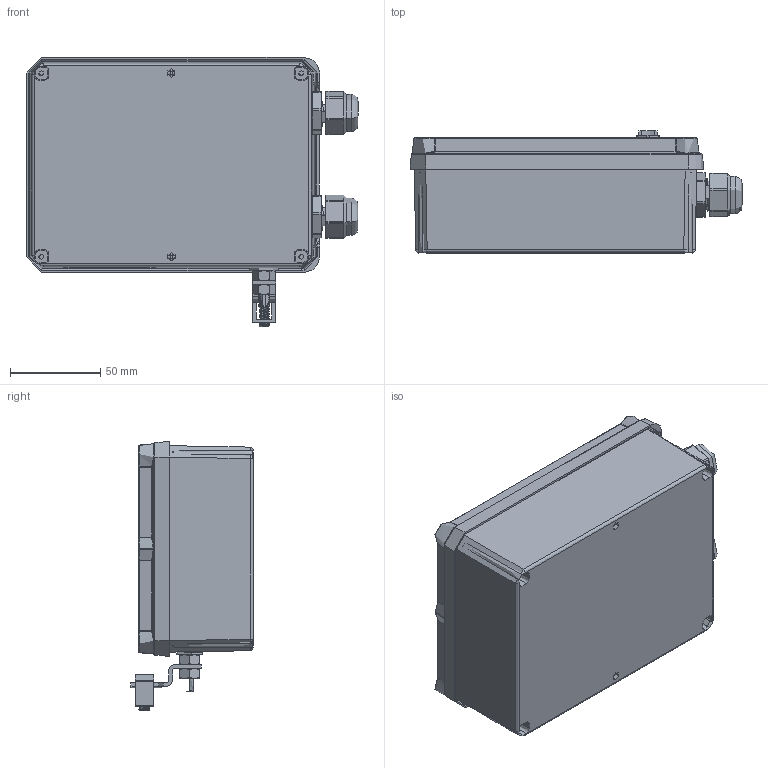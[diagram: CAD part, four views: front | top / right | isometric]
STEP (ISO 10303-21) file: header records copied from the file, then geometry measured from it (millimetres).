
FILE_DESCRIPTION (( 'STEP AP214' ), '1' );
FILE_NAME ('1101-656-1-E.STEP', '2019-01-24T20:17:29', ( '' ), ( '' ), 'SwSTEP 2.0', 'SolidWorks 2018', '' );
FILE_SCHEMA (( 'AUTOMOTIVE_DESIGN' ));
Length unit declared in the file: inch
Products named in the file (48): 2003-1842-1; nut^2500-154; 2102-240; 2102-306; set screw^2105-128_94355A608; 2100-012; body^2500-154; 2500-154; compression nut^2500-154; 1101-656-1-E; 2002-143-1_E226; 2103-028; 2003-862-3; Gasket 2021-223; 2021-223; 2105-128_Drawing; 2101-021; set screw^2105-128; Part2^2105-128; 2002-143-1; Part1^2105-128
Assembly tree (44 placements, depth 3):
  1101-656-1-E
    2002-143-1_E226
    2021-223
      2021-223
      Gasket 2021-223
    2500-154  x2
      body^2500-154
      compression nut^2500-154
      nut^2500-154
    2102-306  x4
    2102-240  x4
    2003-1842-1
      2003-862-3
    2105-128_Drawing
      Part1^2105-128
      Part2^2105-128
      set screw^2105-128_94355A608
    2101-021
    2100-012  x2
    2103-028
  1101-656-1-E
    2101-021
    2102-306
    2100-012
    2102-306
    2102-240
    2102-306
    2102-306
    2500-154
      nut^2500-154
      body^2500-154
    2500-154
      nut^2500-154
      body^2500-154
    2102-240
    2100-012
    2102-240
    2102-240
  2103-028
  compression nut^2500-154
  Gasket 2021-223
Bounding box: 183.77 x 67.59 x 148.99 mm (x, y, z)
Volume: 225836.9 mm3; surface area: 191624.5 mm2
Topology: 25 solids, 25 shells, 4133 faces, 11257 edges, 7360 vertices
Faces by surface type: plane 2621, cylinder 822, bspline 357, cone 243, torus 80, sphere 10
Entity records: 165925 total; most frequent: CARTESIAN_POINT 58877, ORIENTED_EDGE 18868, DIRECTION 15291, EDGE_CURVE 9434, VECTOR 7075, LINE 7075, VERTEX_POINT 6148, AXIS2_PLACEMENT_3D 4108
